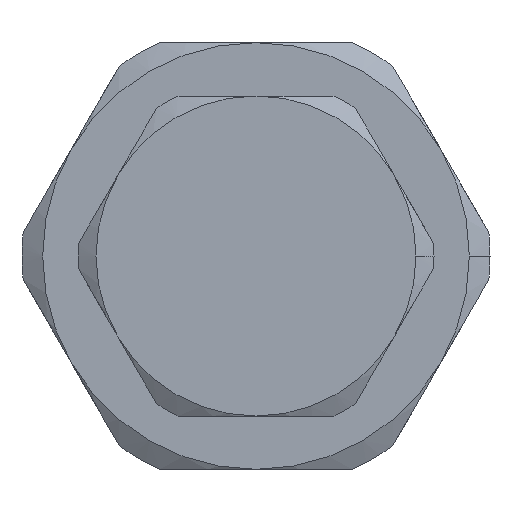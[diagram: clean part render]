
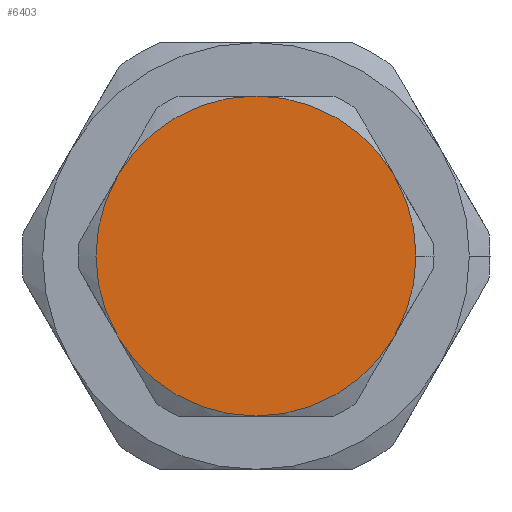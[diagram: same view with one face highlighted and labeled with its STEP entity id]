
A CAD part, left-side view. The second image highlights one B-rep face of the part: STEP entity #6403.
In plain terms, the highlighted planar face has unit normal (-1, 0, 0).
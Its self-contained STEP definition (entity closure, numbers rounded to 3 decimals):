
#36 = CIRCLE ( 'NONE', #4152, 12. ) ;
#212 = ORIENTED_EDGE ( 'NONE', *, *, #4209, .T. ) ;
#226 = CARTESIAN_POINT ( 'NONE',  ( -11.1, 0., 0. ) ) ;
#298 = DIRECTION ( 'NONE',  ( -1., 0., 0. ) ) ;
#472 = CIRCLE ( 'NONE', #547, 12. ) ;
#547 = AXIS2_PLACEMENT_3D ( 'NONE', #7481, #298, #6919 ) ;
#593 = AXIS2_PLACEMENT_3D ( 'NONE', #4475, #4443, #5096 ) ;
#641 = FACE_OUTER_BOUND ( 'NONE', #6746, .T. ) ;
#819 = DIRECTION ( 'NONE',  ( -1., 0., 0. ) ) ;
#1133 = AXIS2_PLACEMENT_3D ( 'NONE', #7672, #8263, #7609 ) ;
#1183 = AXIS2_PLACEMENT_3D ( 'NONE', #7719, #1734, #3818 ) ;
#1201 = CARTESIAN_POINT ( 'NONE',  ( -11.1, 0., 0. ) ) ;
#1525 = EDGE_CURVE ( 'NONE', #6637, #2258, #2174, .T. ) ;
#1734 = DIRECTION ( 'NONE',  ( -1., 0., 0. ) ) ;
#1813 = ORIENTED_EDGE ( 'NONE', *, *, #1525, .T. ) ;
#1915 = DIRECTION ( 'NONE',  ( 0., 1., 0. ) ) ;
#1924 = ORIENTED_EDGE ( 'NONE', *, *, #6279, .T. ) ;
#2136 = ORIENTED_EDGE ( 'NONE', *, *, #6332, .T. ) ;
#2174 = CIRCLE ( 'NONE', #2456, 12. ) ;
#2258 = VERTEX_POINT ( 'NONE', #2704 ) ;
#2360 = CARTESIAN_POINT ( 'NONE',  ( -11.1, -12., 0. ) ) ;
#2456 = AXIS2_PLACEMENT_3D ( 'NONE', #3138, #3197, #1915 ) ;
#2632 = EDGE_CURVE ( 'NONE', #4085, #3442, #8422, .T. ) ;
#2704 = CARTESIAN_POINT ( 'NONE',  ( -11.1, 10.392, 6. ) ) ;
#2821 = CARTESIAN_POINT ( 'NONE',  ( -11.1, 0., 12. ) ) ;
#2928 = CARTESIAN_POINT ( 'NONE',  ( -11.1, 10.392, -6. ) ) ;
#3138 = CARTESIAN_POINT ( 'NONE',  ( -11.1, 0., 0. ) ) ;
#3197 = DIRECTION ( 'NONE',  ( -1., 0., 0. ) ) ;
#3279 = CARTESIAN_POINT ( 'NONE',  ( -11.1, 0., -12. ) ) ;
#3442 = VERTEX_POINT ( 'NONE', #7716 ) ;
#3729 = AXIS2_PLACEMENT_3D ( 'NONE', #7551, #7494, #8206 ) ;
#3790 = DIRECTION ( 'NONE',  ( -1., 0., 0. ) ) ;
#3818 = DIRECTION ( 'NONE',  ( 0., 1., 0. ) ) ;
#3908 = ORIENTED_EDGE ( 'NONE', *, *, #5192, .T. ) ;
#4085 = VERTEX_POINT ( 'NONE', #3279 ) ;
#4152 = AXIS2_PLACEMENT_3D ( 'NONE', #1201, #3790, #4411 ) ;
#4193 = AXIS2_PLACEMENT_3D ( 'NONE', #226, #819, #5306 ) ;
#4209 = EDGE_CURVE ( 'NONE', #7175, #4085, #472, .T. ) ;
#4411 = DIRECTION ( 'NONE',  ( 0., 1., 0. ) ) ;
#4443 = DIRECTION ( 'NONE',  ( 1., 0., 0. ) ) ;
#4475 = CARTESIAN_POINT ( 'NONE',  ( -11.1, 0., 0. ) ) ;
#5096 = DIRECTION ( 'NONE',  ( 0., -1., 0. ) ) ;
#5192 = EDGE_CURVE ( 'NONE', #2258, #7175, #6813, .T. ) ;
#5306 = DIRECTION ( 'NONE',  ( 0., 1., 0. ) ) ;
#5325 = VERTEX_POINT ( 'NONE', #2360 ) ;
#5353 = VERTEX_POINT ( 'NONE', #5641 ) ;
#5641 = CARTESIAN_POINT ( 'NONE',  ( -11.1, -10.392, 6. ) ) ;
#5896 = ORIENTED_EDGE ( 'NONE', *, *, #7426, .T. ) ;
#6279 = EDGE_CURVE ( 'NONE', #5353, #6637, #7617, .T. ) ;
#6332 = EDGE_CURVE ( 'NONE', #3442, #5325, #36, .T. ) ;
#6358 = PLANE ( 'NONE',  #593 ) ;
#6403 = ADVANCED_FACE ( 'NONE', ( #641 ), #6358, .F. ) ;
#6466 = CIRCLE ( 'NONE', #1133, 12. ) ;
#6637 = VERTEX_POINT ( 'NONE', #2821 ) ;
#6746 = EDGE_LOOP ( 'NONE', ( #8277, #2136, #5896, #1924, #1813, #3908, #212 ) ) ;
#6813 = CIRCLE ( 'NONE', #3729, 12. ) ;
#6919 = DIRECTION ( 'NONE',  ( 0., 1., 0. ) ) ;
#7175 = VERTEX_POINT ( 'NONE', #2928 ) ;
#7426 = EDGE_CURVE ( 'NONE', #5325, #5353, #6466, .T. ) ;
#7481 = CARTESIAN_POINT ( 'NONE',  ( -11.1, 0., 0. ) ) ;
#7494 = DIRECTION ( 'NONE',  ( -1., 0., 0. ) ) ;
#7551 = CARTESIAN_POINT ( 'NONE',  ( -11.1, 0., 0. ) ) ;
#7609 = DIRECTION ( 'NONE',  ( 0., 1., 0. ) ) ;
#7617 = CIRCLE ( 'NONE', #1183, 12. ) ;
#7672 = CARTESIAN_POINT ( 'NONE',  ( -11.1, 0., 0. ) ) ;
#7716 = CARTESIAN_POINT ( 'NONE',  ( -11.1, -10.392, -6. ) ) ;
#7719 = CARTESIAN_POINT ( 'NONE',  ( -11.1, 0., 0. ) ) ;
#8206 = DIRECTION ( 'NONE',  ( 0., 1., 0. ) ) ;
#8263 = DIRECTION ( 'NONE',  ( -1., 0., 0. ) ) ;
#8277 = ORIENTED_EDGE ( 'NONE', *, *, #2632, .T. ) ;
#8422 = CIRCLE ( 'NONE', #4193, 12. ) ;
